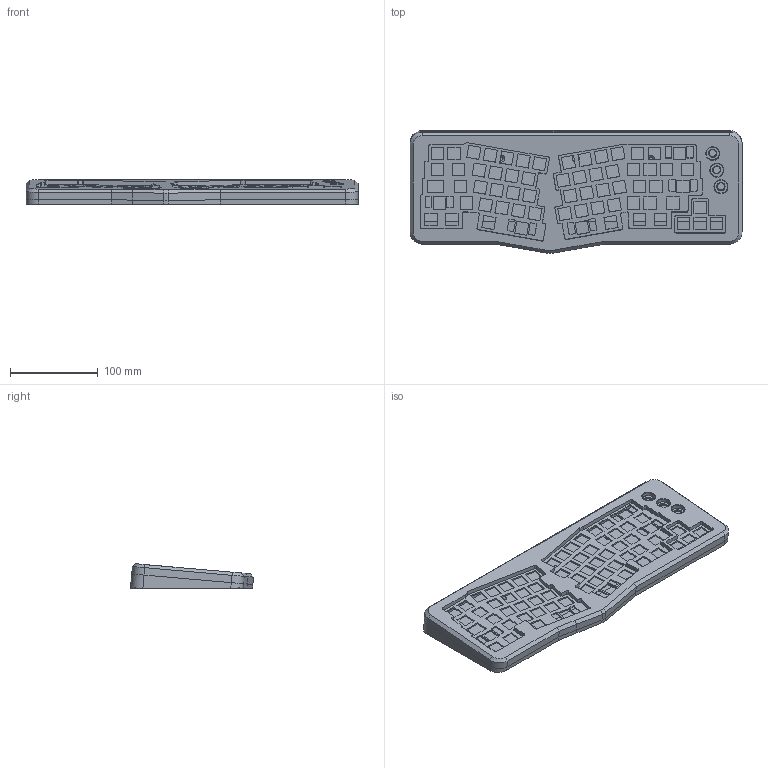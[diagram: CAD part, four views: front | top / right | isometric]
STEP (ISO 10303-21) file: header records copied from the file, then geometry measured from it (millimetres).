
FILE_DESCRIPTION(/* description */ (''),/* implementation_level */ '2;1');
FILE_NAME(/* name */ 'TrifectaCase.step',/* time_stamp */ '2020-04-20T11:41:35-07:00',/* author */ (''),/* organization */ (''),/* preprocessor_version */ 'ST-DEVELOPER v18.1',/* originating_system */ 'Autodesk Translation Framework v9.2.0.1227',/* authorisation */ '');
FILE_SCHEMA (('AUTOMOTIVE_DESIGN { 1 0 10303 214 3 1 1 }'));
Length unit declared in the file: millimetre
Products named in the file (5): Trifecta 2.0; plate; top; bottom; weight
Assembly tree (4 placements, depth 2):
  Trifecta 2.0
    plate
    top
    bottom
    weight
Bounding box: 378.99 x 140.36 x 27.9 mm (x, y, z)
Volume: 554597.2 mm3; surface area: 272421.1 mm2
Topology: 4 solids, 4 shells, 904 faces, 2570 edges, 1716 vertices
Faces by surface type: plane 598, cylinder 286, cone 20
Full cylindrical faces by diameter (mm): 2.529 x16, 3.1 x8, 3.332 x3, 3.5 x7, 4 x4, 5 x8, 5.6 x8, 8.25 x3, 15 x3
Entity records: 29965 total; most frequent: CARTESIAN_POINT 5207, ORIENTED_EDGE 5140, DIRECTION 5024, EDGE_CURVE 2570, LINE 1934, VECTOR 1934, VERTEX_POINT 1716, AXIS2_PLACEMENT_3D 1545
